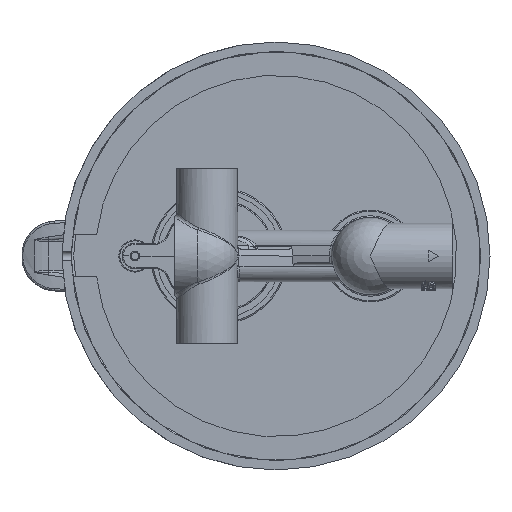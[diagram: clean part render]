
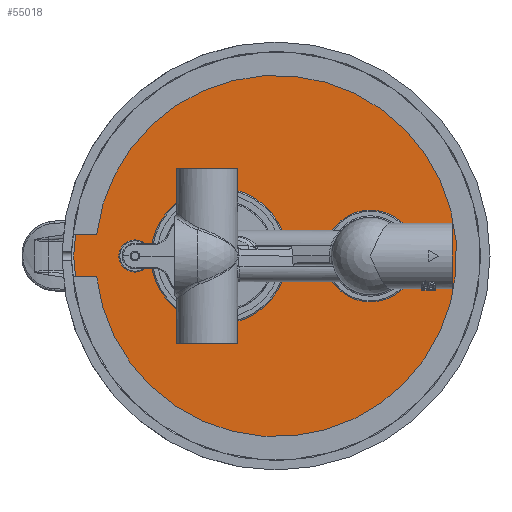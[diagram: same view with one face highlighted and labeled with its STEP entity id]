
A CAD part, front view. The second image highlights one B-rep face of the part: STEP entity #55018.
In plain terms, the highlighted planar face has unit normal (0, -1, 0).
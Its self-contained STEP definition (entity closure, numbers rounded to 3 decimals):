
#53410=CARTESIAN_POINT('',(0.,8.,0.));
#53411=DIRECTION('',(0.,1.,0.));
#53412=DIRECTION('',(-1.,0.,0.));
#53413=AXIS2_PLACEMENT_3D('',#53410,#53411,#53412);
#53415=CARTESIAN_POINT('',(0.,8.,0.));
#53416=DIRECTION('',(0.,1.,0.));
#53417=DIRECTION('',(1.,0.,0.));
#53418=AXIS2_PLACEMENT_3D('',#53415,#53416,#53417);
#53420=CARTESIAN_POINT('',(0.,8.,24.5));
#53421=DIRECTION('',(0.,-1.,0.));
#53422=DIRECTION('',(-0.036,0.,0.999));
#53423=AXIS2_PLACEMENT_3D('',#53420,#53421,#53422);
#53425=CARTESIAN_POINT('',(0.,8.,24.5));
#53426=DIRECTION('',(0.,-1.,0.));
#53427=DIRECTION('',(0.,0.,-1.));
#53428=AXIS2_PLACEMENT_3D('',#53425,#53426,#53427);
#53430=CARTESIAN_POINT('',(0.,8.,-60.5));
#53431=DIRECTION('',(0.,-1.,0.));
#53432=DIRECTION('',(-0.976,0.,0.218));
#53433=AXIS2_PLACEMENT_3D('',#53430,#53431,#53432);
#53527=CARTESIAN_POINT('',(1.054,8.,53.681));
#53534=CARTESIAN_POINT('',(-1.054,8.,
53.681));
#53550=CARTESIAN_POINT('',(0.,8.,60.5));
#53551=DIRECTION('',(0.,1.,0.));
#53552=DIRECTION('',(-0.153,0.,-0.988));
#53553=AXIS2_PLACEMENT_3D('',#53550,#53551,#53552);
#54357=CARTESIAN_POINT('',(0.,8.,-40.5));
#54358=DIRECTION('',(0.,1.,0.));
#54359=DIRECTION('',(-0.347,0.,-0.938));
#54360=AXIS2_PLACEMENT_3D('',#54357,#54358,#54359);
#54742=CARTESIAN_POINT('',(-86.8,8.,0.));
#54743=CARTESIAN_POINT('',(86.8,8.,0.));
#54744=VERTEX_POINT('',#54742);
#54745=VERTEX_POINT('',#54743);
#54774=CARTESIAN_POINT('',(0.,8.,-4.7));
#54775=VERTEX_POINT('',#54774);
#54776=VERTEX_POINT('',#53534);
#54779=VERTEX_POINT('',#53527);
#54791=CARTESIAN_POINT('',(6.832,8.,-58.977));
#54792=VERTEX_POINT('',#54791);
#54793=CARTESIAN_POINT('',(-6.832,8.,-58.977));
#54794=VERTEX_POINT('',#54793);
#54993=CARTESIAN_POINT('',(0.,8.,0.));
#54994=DIRECTION('',(0.,-1.,0.));
#54995=DIRECTION('',(1.,0.,0.));
#54996=AXIS2_PLACEMENT_3D('',#54993,#54994,#54995);
#54997=PLANE('',#54996);
#54999=ORIENTED_EDGE('',*,*,#54998,.T.);
#55001=ORIENTED_EDGE('',*,*,#55000,.T.);
#55002=EDGE_LOOP('',(#54999,#55001));
#55003=FACE_OUTER_BOUND('',#55002,.F.);
#55005=ORIENTED_EDGE('',*,*,#55004,.F.);
#55007=ORIENTED_EDGE('',*,*,#55006,.T.);
#55009=ORIENTED_EDGE('',*,*,#55008,.T.);
#55010=EDGE_LOOP('',(#55005,#55007,#55009));
#55011=FACE_BOUND('',#55010,.F.);
#55013=ORIENTED_EDGE('',*,*,#55012,.T.);
#55015=ORIENTED_EDGE('',*,*,#55014,.F.);
#55016=EDGE_LOOP('',(#55013,#55015));
#55017=FACE_BOUND('',#55016,.F.);
#55018=ADVANCED_FACE('',(#55003,#55011,#55017),#54997,.T.);
#53414=CIRCLE('',#53413,86.8);
#53419=CIRCLE('',#53418,86.8);
#53424=CIRCLE('',#53423,29.2);
#53429=CIRCLE('',#53428,29.2);
#53434=CIRCLE('',#53433,7.);
#53554=CIRCLE('',#53553,6.9);
#54361=CIRCLE('',#54360,19.7);
#54998=EDGE_CURVE('',#54744,#54745,#53414,.T.);
#55000=EDGE_CURVE('',#54745,#54744,#53419,.T.);
#55004=EDGE_CURVE('',#54776,#54779,#53554,.T.);
#55006=EDGE_CURVE('',#54776,#54775,#53424,.T.);
#55008=EDGE_CURVE('',#54775,#54779,#53429,.T.);
#55012=EDGE_CURVE('',#54794,#54792,#53434,.T.);
#55014=EDGE_CURVE('',#54794,#54792,#54361,.T.);
